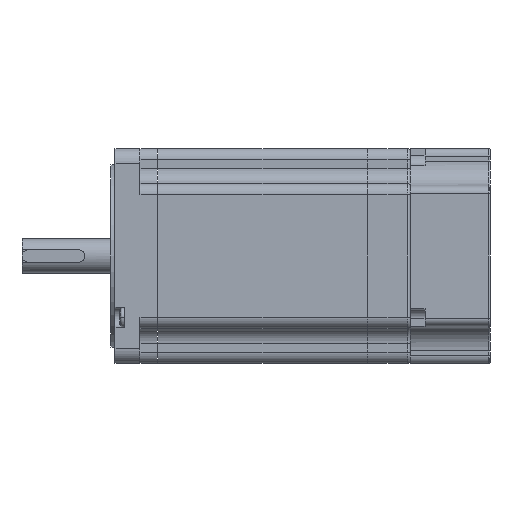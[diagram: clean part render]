
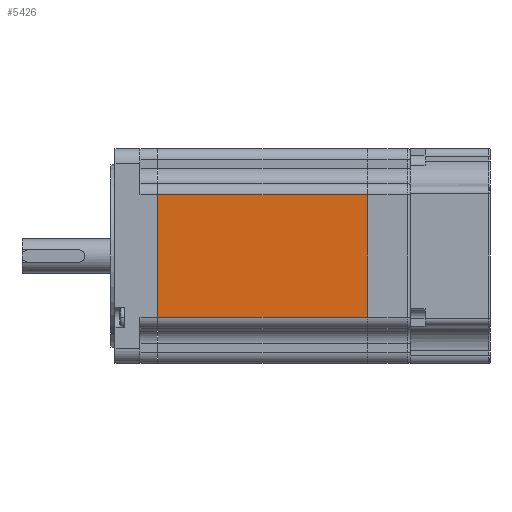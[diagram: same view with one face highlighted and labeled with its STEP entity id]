
A CAD part, left-side view. The second image highlights one B-rep face of the part: STEP entity #5426.
In plain terms, the highlighted planar face has unit normal (-1, 0, 0).
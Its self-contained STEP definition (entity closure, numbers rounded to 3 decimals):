
#432 = ORIENTED_EDGE ( 'NONE', *, *, #3397, .F. ) ;
#781 = VERTEX_POINT ( 'NONE', #4320 ) ;
#1240 = VERTEX_POINT ( 'NONE', #1654 ) ;
#1570 = DIRECTION ( 'NONE',  ( 1., 0., 0. ) ) ;
#1654 = CARTESIAN_POINT ( 'NONE',  ( 0., 84., -67.5 ) ) ;
#1704 = DIRECTION ( 'NONE',  ( 0., -1., 0. ) ) ;
#2342 = EDGE_CURVE ( 'NONE', #4993, #781, #4726, .T. ) ;
#2495 = CARTESIAN_POINT ( 'NONE',  ( 0., 84., -18.5 ) ) ;
#2509 = LINE ( 'NONE', #5577, #8579 ) ;
#2772 = AXIS2_PLACEMENT_3D ( 'NONE', #3237, #1570, #6480 ) ;
#2830 = EDGE_LOOP ( 'NONE', ( #8550, #7575, #432, #4305 ) ) ;
#3140 = VECTOR ( 'NONE', #9884, 1000. ) ;
#3237 = CARTESIAN_POINT ( 'NONE',  ( 0., 84., -18.5 ) ) ;
#3397 = EDGE_CURVE ( 'NONE', #1240, #9760, #9836, .T. ) ;
#3422 = CARTESIAN_POINT ( 'NONE',  ( 0., 84., -67.5 ) ) ;
#3559 = FACE_OUTER_BOUND ( 'NONE', #2830, .T. ) ;
#4305 = ORIENTED_EDGE ( 'NONE', *, *, #9302, .T. ) ;
#4320 = CARTESIAN_POINT ( 'NONE',  ( 0., 0., -18.5 ) ) ;
#4726 = LINE ( 'NONE', #5284, #7329 ) ;
#4746 = PLANE ( 'NONE',  #2772 ) ;
#4993 = VERTEX_POINT ( 'NONE', #7129 ) ;
#5023 = LINE ( 'NONE', #3422, #3140 ) ;
#5284 = CARTESIAN_POINT ( 'NONE',  ( 0., 0., -18.5 ) ) ;
#5286 = DIRECTION ( 'NONE',  ( 0., 0., 1. ) ) ;
#5352 = VECTOR ( 'NONE', #5286, 1000. ) ;
#5426 = ADVANCED_FACE ( 'NONE', ( #3559 ), #4746, .F. ) ;
#5577 = CARTESIAN_POINT ( 'NONE',  ( 0., 84., -18.5 ) ) ;
#5897 = EDGE_CURVE ( 'NONE', #9760, #781, #2509, .T. ) ;
#6480 = DIRECTION ( 'NONE',  ( 0., 1., 0. ) ) ;
#7129 = CARTESIAN_POINT ( 'NONE',  ( 0., 0., -67.5 ) ) ;
#7329 = VECTOR ( 'NONE', #9300, 1000. ) ;
#7575 = ORIENTED_EDGE ( 'NONE', *, *, #5897, .F. ) ;
#8550 = ORIENTED_EDGE ( 'NONE', *, *, #2342, .T. ) ;
#8579 = VECTOR ( 'NONE', #1704, 1000. ) ;
#9300 = DIRECTION ( 'NONE',  ( 0., 0., 1. ) ) ;
#9302 = EDGE_CURVE ( 'NONE', #1240, #4993, #5023, .T. ) ;
#9692 = CARTESIAN_POINT ( 'NONE',  ( 0., 84., -18.5 ) ) ;
#9760 = VERTEX_POINT ( 'NONE', #2495 ) ;
#9836 = LINE ( 'NONE', #9692, #5352 ) ;
#9884 = DIRECTION ( 'NONE',  ( 0., -1., 0. ) ) ;
